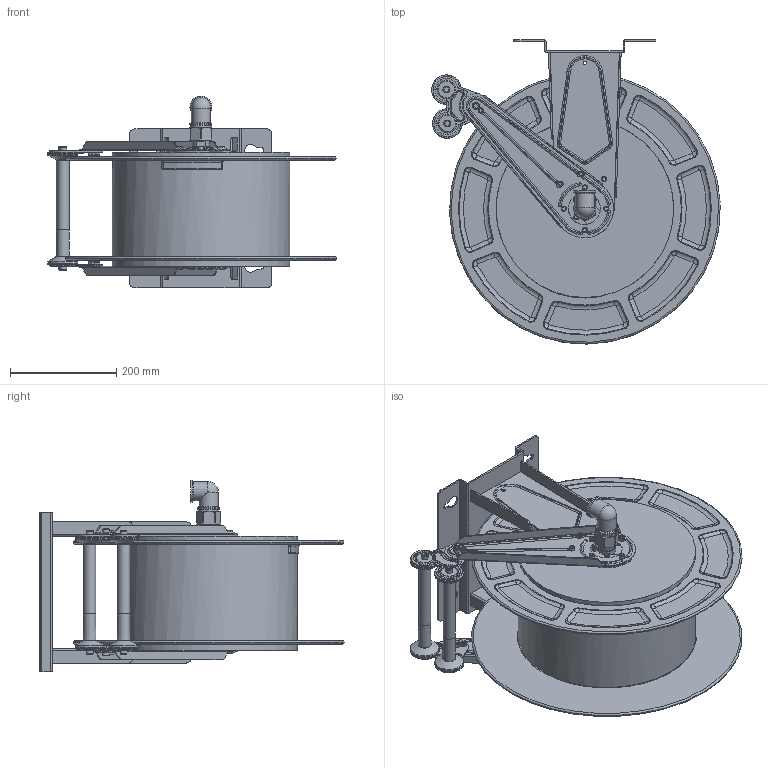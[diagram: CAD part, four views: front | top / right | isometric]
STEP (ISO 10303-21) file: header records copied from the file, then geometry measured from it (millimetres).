
FILE_DESCRIPTION(/* description */ ('Unknown'),/* implementation_level */ '2;1');
FILE_NAME(/* name */ '9540.100_EBIN_R7016',/* time_stamp */ '2023-01-13T15:01:26+01:00',/* author */ ('Unknown'),/* organization */ ('Unknown'),/* preprocessor_version */ 'ST-DEVELOPER v18.102',/* originating_system */ 'Solid Edge',/* authorisation */ 'Unknown');
FILE_SCHEMA (('AUTOMOTIVE_DESIGN {1 0 10303 214 3 1 1}'));
Products named in the file (1): 9540.100_EBIN_R7016
Bounding box: 543.59 x 573.08 x 361.8 mm (x, y, z)
Volume: 21135943.9 mm3; surface area: 1374409.7 mm2
Topology: 1 solids, 1 shells, 1602 faces, 3995 edges, 2488 vertices
Faces by surface type: torus 537, plane 505, cylinder 436, cone 75, bspline 42, sphere 7
Full cylindrical faces by diameter (mm): 5.4 x1, 6 x2, 6.2 x5, 6.499 x1, 6.5 x1, 8 x2, 8.2 x1, 8.4 x2, 10 x19, 13 x6, 23.017 x4, 26.5 x1, 26.8 x1, 30.5 x1, 31.95 x1, 31.98 x1, 36 x2, 40.5 x1, 41.5 x2, 54.982 x4, 60 x2, 334.689 x3, 510 x1
Entity records: 50136 total; most frequent: CARTESIAN_POINT 14259, ORIENTED_EDGE 7358, DIRECTION 7341, EDGE_CURVE 3679, AXIS2_PLACEMENT_3D 2998, VERTEX_POINT 2378, FACE_BOUND 1935, EDGE_LOOP 1932
